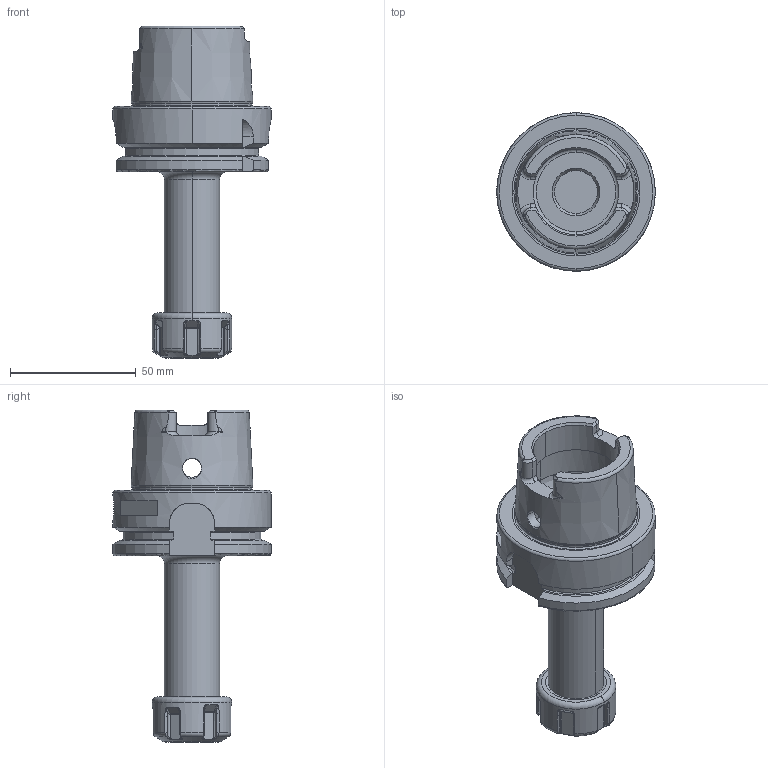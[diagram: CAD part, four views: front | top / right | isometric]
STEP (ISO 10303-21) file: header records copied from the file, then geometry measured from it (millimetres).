
FILE_DESCRIPTION((''),'2;1');
FILE_NAME('A63_02_10_0','2020-04-13T',('103090'),(''),'CREO PARAMETRIC BY PTC INC, 2015290','CREO PARAMETRIC BY PTC INC, 2015290','');
FILE_SCHEMA(('CONFIG_CONTROL_DESIGN'));
Length unit declared in the file: millimetre
Products named in the file (1): A63_02_10_0
Bounding box: 63 x 63 x 132 mm (x, y, z)
Volume: 106854.6 mm3; surface area: 31572.9 mm2
Topology: 1 solids, 1 shells, 362 faces, 886 edges, 533 vertices
Faces by surface type: plane 102, cylinder 83, bspline 72, torus 55, cone 38, sphere 12
Entity records: 14081 total; most frequent: CARTESIAN_POINT 6144, ORIENTED_EDGE 1768, DIRECTION 1457, EDGE_CURVE 884, AXIS2_PLACEMENT_3D 562, VERTEX_POINT 533, EDGE_LOOP 375, FACE_OUTER_BOUND 362
